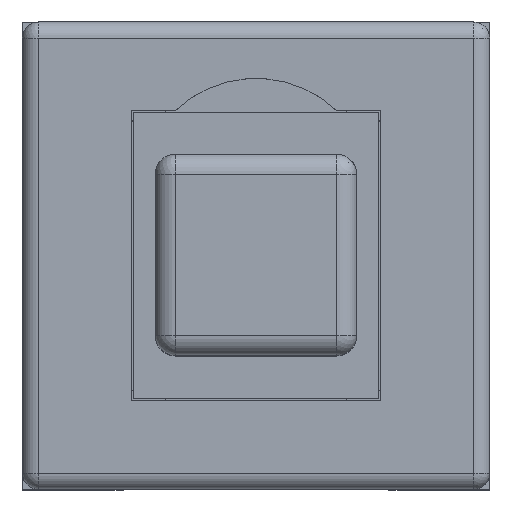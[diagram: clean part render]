
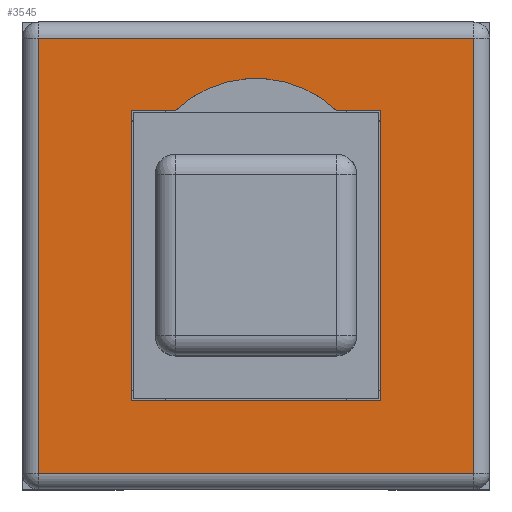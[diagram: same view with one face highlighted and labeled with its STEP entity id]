
A CAD part, top view. The second image highlights one B-rep face of the part: STEP entity #3545.
In plain terms, the highlighted planar face has unit normal (0, 0, 1).
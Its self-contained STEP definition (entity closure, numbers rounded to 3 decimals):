
#18=FACE_BOUND('',#1432,.T.);
#87=CIRCLE('',#3786,1.45);
#293=LINE('',#7323,#744);
#296=LINE('',#7328,#747);
#298=LINE('',#7332,#749);
#308=LINE('',#7370,#759);
#314=LINE('',#7403,#765);
#316=LINE('',#7406,#767);
#318=LINE('',#7409,#769);
#319=LINE('',#7412,#770);
#320=LINE('',#7414,#771);
#744=VECTOR('',#4261,0.55);
#747=VECTOR('',#4266,3.6);
#749=VECTOR('',#4270,3.1);
#759=VECTOR('',#4308,5.4);
#765=VECTOR('',#4344,5.4);
#767=VECTOR('',#4348,5.4);
#769=VECTOR('',#4352,5.4);
#770=VECTOR('',#4355,3.6);
#771=VECTOR('',#4356,0.55);
#1066=PLANE('',#3785);
#1246=FACE_OUTER_BOUND('',#1431,.T.);
#1431=EDGE_LOOP('',(#2825,#2826,#2827,#2828));
#1432=EDGE_LOOP('',(#2829,#2830,#2831,#2832,#2833,#2834));
#1695=VERTEX_POINT('',#7320);
#1696=VERTEX_POINT('',#7322);
#1697=VERTEX_POINT('',#7326);
#1698=VERTEX_POINT('',#7330);
#1704=VERTEX_POINT('',#7344);
#1709=VERTEX_POINT('',#7357);
#1714=VERTEX_POINT('',#7373);
#1721=VERTEX_POINT('',#7390);
#1725=VERTEX_POINT('',#7411);
#1726=VERTEX_POINT('',#7413);
#2085=EDGE_CURVE('',#1696,#1695,#293,.T.);
#2088=EDGE_CURVE('',#1695,#1697,#296,.T.);
#2090=EDGE_CURVE('',#1697,#1698,#298,.T.);
#2108=EDGE_CURVE('',#1704,#1709,#308,.T.);
#2124=EDGE_CURVE('',#1709,#1721,#314,.T.);
#2126=EDGE_CURVE('',#1721,#1714,#316,.T.);
#2128=EDGE_CURVE('',#1714,#1704,#318,.T.);
#2129=EDGE_CURVE('',#1698,#1725,#319,.T.);
#2130=EDGE_CURVE('',#1725,#1726,#320,.T.);
#2131=EDGE_CURVE('',#1726,#1696,#87,.T.);
#2825=ORIENTED_EDGE('',*,*,#2108,.F.);
#2826=ORIENTED_EDGE('',*,*,#2128,.F.);
#2827=ORIENTED_EDGE('',*,*,#2126,.F.);
#2828=ORIENTED_EDGE('',*,*,#2124,.F.);
#2829=ORIENTED_EDGE('',*,*,#2129,.T.);
#2830=ORIENTED_EDGE('',*,*,#2130,.T.);
#2831=ORIENTED_EDGE('',*,*,#2131,.T.);
#2832=ORIENTED_EDGE('',*,*,#2085,.T.);
#2833=ORIENTED_EDGE('',*,*,#2088,.T.);
#2834=ORIENTED_EDGE('',*,*,#2090,.T.);
#3545=ADVANCED_FACE('',(#1246,#18),#1066,.T.);
#3785=AXIS2_PLACEMENT_3D('',#7410,#4353,#4354);
#3786=AXIS2_PLACEMENT_3D('',#7415,#4357,#4358);
#4261=DIRECTION('',(1.,0.,0.));
#4266=DIRECTION('',(0.,-1.,0.));
#4270=DIRECTION('',(-1.,0.,0.));
#4308=DIRECTION('',(-1.,0.,0.));
#4344=DIRECTION('',(0.,1.,0.));
#4348=DIRECTION('',(1.,0.,0.));
#4352=DIRECTION('',(0.,-1.,0.));
#4353=DIRECTION('center_axis',(0.,0.,1.));
#4354=DIRECTION('ref_axis',(1.,0.,0.));
#4355=DIRECTION('',(0.,1.,0.));
#4356=DIRECTION('',(1.,0.,0.));
#4357=DIRECTION('center_axis',(0.,0.,-1.));
#4358=DIRECTION('ref_axis',(-0.69,-0.724,0.));
#7320=CARTESIAN_POINT('',(1.55,1.8,5.));
#7322=CARTESIAN_POINT('',(1.,1.8,5.));
#7323=CARTESIAN_POINT('',(1.,1.8,5.));
#7326=CARTESIAN_POINT('',(1.55,-1.8,5.));
#7328=CARTESIAN_POINT('',(1.55,1.8,5.));
#7330=CARTESIAN_POINT('',(-1.55,-1.8,5.));
#7332=CARTESIAN_POINT('',(1.55,-1.8,5.));
#7344=CARTESIAN_POINT('',(2.7,-2.7,5.));
#7357=CARTESIAN_POINT('',(-2.7,-2.7,5.));
#7370=CARTESIAN_POINT('',(2.7,-2.7,5.));
#7373=CARTESIAN_POINT('',(2.7,2.7,5.));
#7390=CARTESIAN_POINT('',(-2.7,2.7,5.));
#7403=CARTESIAN_POINT('',(-2.7,-2.7,5.));
#7406=CARTESIAN_POINT('',(-2.7,2.7,5.));
#7409=CARTESIAN_POINT('',(2.7,2.7,5.));
#7410=CARTESIAN_POINT('Origin',(2.97,2.97,5.));
#7411=CARTESIAN_POINT('',(-1.55,1.8,5.));
#7412=CARTESIAN_POINT('',(-1.55,-1.8,5.));
#7413=CARTESIAN_POINT('',(-1.,1.8,5.));
#7414=CARTESIAN_POINT('',(-1.55,1.8,5.));
#7415=CARTESIAN_POINT('Origin',(0.,0.75,5.));
